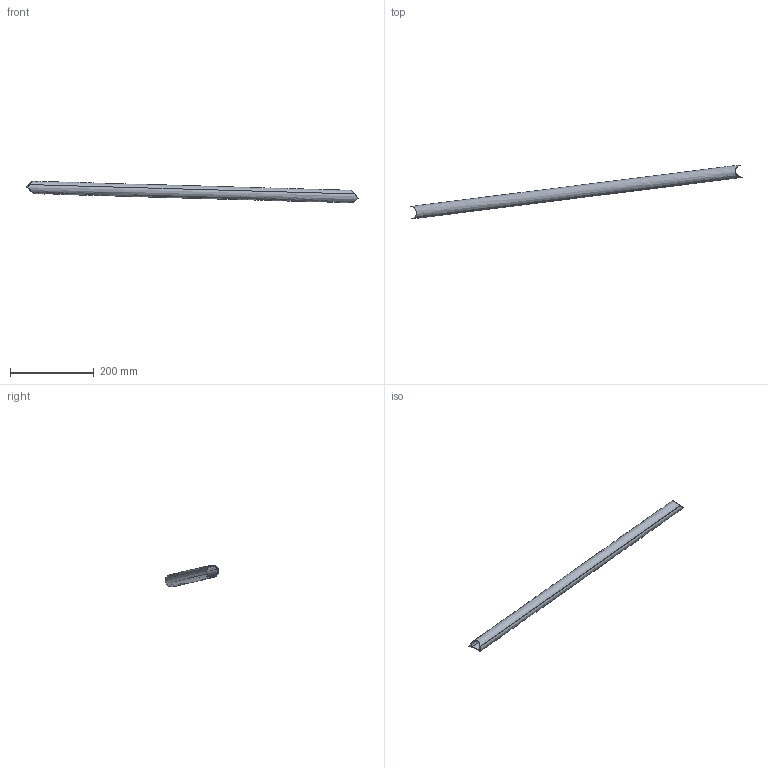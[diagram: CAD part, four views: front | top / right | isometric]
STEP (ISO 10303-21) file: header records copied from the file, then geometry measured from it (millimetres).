
FILE_DESCRIPTION(('CATIA V5 STEP Exchange'),'2;1');
FILE_NAME('24.stp','2018-12-01T17:03:29+00:00',('none'),('none'),'CATIA Version 5 Release 19 SP 2 (IN-10)','CATIA V5 STEP AP203','none');
FILE_SCHEMA(('CONFIG_CONTROL_DESIGN'));
Length unit declared in the file: millimetre
Products named in the file (1): Symmetry of Shape_715
Bounding box: 794.88 x 129.11 x 52.04 mm (x, y, z)
Volume: 104314.3 mm3; surface area: 139612.5 mm2
Topology: 1 solids, 1 shells, 8 faces, 23 edges, 17 vertices
Faces by surface type: bspline 8
Entity records: 868 total; most frequent: CARTESIAN_POINT 688, ORIENTED_EDGE 46, EDGE_CURVE 23, B_SPLINE_CURVE_WITH_KNOTS 17, VERTEX_POINT 17, EDGE_LOOP 10, ADVANCED_FACE 8, FACE_OUTER_BOUND 8
